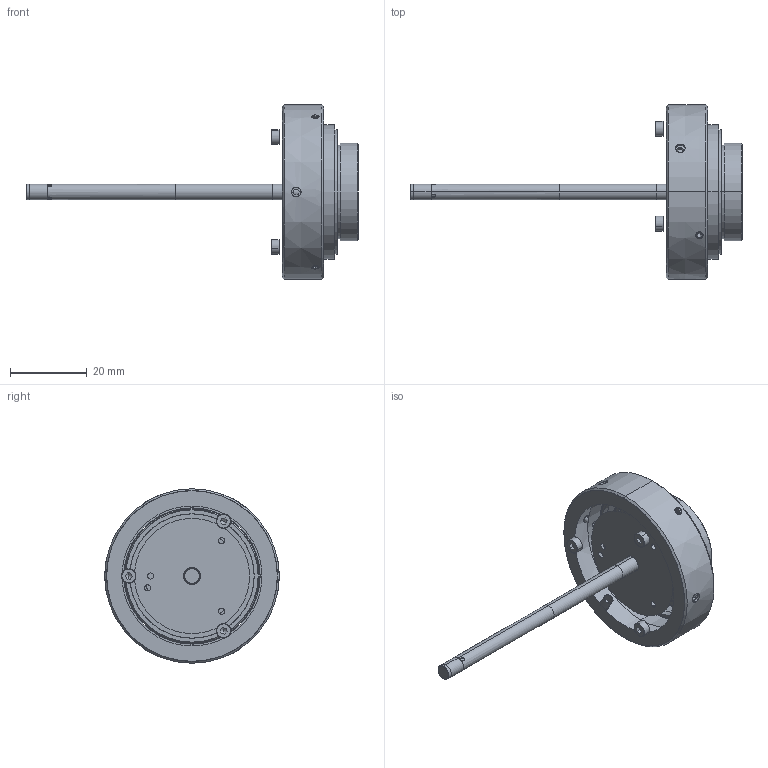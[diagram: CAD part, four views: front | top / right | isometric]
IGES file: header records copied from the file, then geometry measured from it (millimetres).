
Start section: SolidWorks IGES file using analytic representation for surfaces
Global section: file name: DP29788_PCBPN013.igs; native system: SolidWorks 2020; preprocessor: SolidWorks 2020; author: piermario; date: 200512.143229; units: millimetre
Bounding box: 86.59 x 45.5 x 45.5 mm (x, y, z)
Surface area: 7602.8 mm2 (no closed solid volume)
Topology: 0 solids, 0 shells, 173 faces, 2512 edges, 2506 vertices
Faces by surface type: bspline 90, revolution 83
